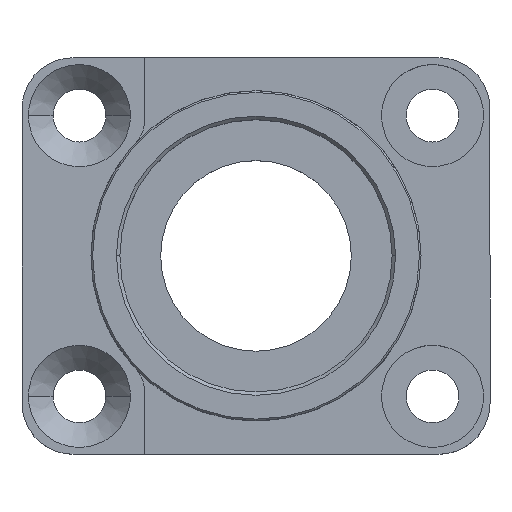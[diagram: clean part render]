
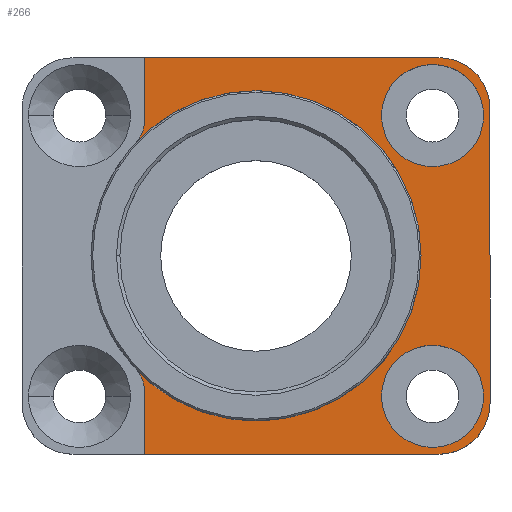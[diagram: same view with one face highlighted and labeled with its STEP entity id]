
A CAD part, top view. The second image highlights one B-rep face of the part: STEP entity #266.
In plain terms, the highlighted planar face has unit normal (0, 0, 1).
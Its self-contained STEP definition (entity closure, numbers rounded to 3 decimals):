
#10 = VERTEX_POINT ( 'NONE', #1425 ) ;
#51 = VECTOR ( 'NONE', #340, 1000. ) ;
#61 = EDGE_LOOP ( 'NONE', ( #1311, #1594 ) ) ;
#73 = DIRECTION ( 'NONE',  ( -1., 0., 0. ) ) ;
#108 = EDGE_CURVE ( 'NONE', #1022, #886, #1094, .T. ) ;
#124 = AXIS2_PLACEMENT_3D ( 'NONE', #349, #1478, #492 ) ;
#125 = CARTESIAN_POINT ( 'NONE',  ( -7.088, -6.621, 4. ) ) ;
#132 = VECTOR ( 'NONE', #912, 1000. ) ;
#140 = CARTESIAN_POINT ( 'NONE',  ( 10.75, 11.65, 4. ) ) ;
#171 = AXIS2_PLACEMENT_3D ( 'NONE', #1377, #1360, #721 ) ;
#179 = ORIENTED_EDGE ( 'NONE', *, *, #295, .T. ) ;
#214 = CARTESIAN_POINT ( 'NONE',  ( 13.375, 8.25, 4. ) ) ;
#233 = CARTESIAN_POINT ( 'NONE',  ( 10.75, 11.65, 4. ) ) ;
#238 = CARTESIAN_POINT ( 'NONE',  ( 0., 0., 4. ) ) ;
#251 = ORIENTED_EDGE ( 'NONE', *, *, #1418, .T. ) ;
#255 = VERTEX_POINT ( 'NONE', #1057 ) ;
#265 = CARTESIAN_POINT ( 'NONE',  ( 10.75, 8.65, 4. ) ) ;
#266 = ADVANCED_FACE ( 'NONE', ( #359, #462, #876 ), #455, .T. ) ;
#272 = VECTOR ( 'NONE', #353, 1000. ) ;
#277 = DIRECTION ( 'NONE',  ( 0., 0., -1. ) ) ;
#287 = ORIENTED_EDGE ( 'NONE', *, *, #1432, .T. ) ;
#295 = EDGE_CURVE ( 'NONE', #905, #1293, #384, .T. ) ;
#304 = LINE ( 'NONE', #233, #272 ) ;
#306 = EDGE_CURVE ( 'NONE', #1293, #905, #655, .T. ) ;
#340 = DIRECTION ( 'NONE',  ( 0., -1., 0. ) ) ;
#349 = CARTESIAN_POINT ( 'NONE',  ( 10.375, 8.25, 4. ) ) ;
#353 = DIRECTION ( 'NONE',  ( -1., 0., 0. ) ) ;
#356 = EDGE_CURVE ( 'NONE', #441, #10, #304, .T. ) ;
#359 = FACE_OUTER_BOUND ( 'NONE', #738, .T. ) ;
#384 = CIRCLE ( 'NONE', #124, 3. ) ;
#403 = ORIENTED_EDGE ( 'NONE', *, *, #306, .T. ) ;
#411 = CIRCLE ( 'NONE', #1018, 2. ) ;
#415 = CARTESIAN_POINT ( 'NONE',  ( 10.375, -8.25, 4. ) ) ;
#422 = VERTEX_POINT ( 'NONE', #125 ) ;
#441 = VERTEX_POINT ( 'NONE', #140 ) ;
#446 = AXIS2_PLACEMENT_3D ( 'NONE', #238, #1596, #1346 ) ;
#455 = PLANE ( 'NONE',  #548 ) ;
#462 = FACE_BOUND ( 'NONE', #1556, .T. ) ;
#468 = ORIENTED_EDGE ( 'NONE', *, *, #571, .T. ) ;
#469 = CIRCLE ( 'NONE', #446, 9.7 ) ;
#471 = DIRECTION ( 'NONE',  ( 0., 0., -1. ) ) ;
#473 = ORIENTED_EDGE ( 'NONE', *, *, #1298, .T. ) ;
#475 = EDGE_CURVE ( 'NONE', #847, #441, #603, .T. ) ;
#492 = DIRECTION ( 'NONE',  ( 1., 0., 0. ) ) ;
#509 = ORIENTED_EDGE ( 'NONE', *, *, #108, .T. ) ;
#519 = AXIS2_PLACEMENT_3D ( 'NONE', #415, #277, #1531 ) ;
#531 = AXIS2_PLACEMENT_3D ( 'NONE', #962, #471, #594 ) ;
#537 = CARTESIAN_POINT ( 'NONE',  ( 13.75, 8.65, 4. ) ) ;
#548 = AXIS2_PLACEMENT_3D ( 'NONE', #573, #583, #1076 ) ;
#571 = EDGE_CURVE ( 'NONE', #1569, #1022, #1309, .T. ) ;
#573 = CARTESIAN_POINT ( 'NONE',  ( 0., 0., 4. ) ) ;
#583 = DIRECTION ( 'NONE',  ( 0., 0., 1. ) ) ;
#594 = DIRECTION ( 'NONE',  ( 1., 0., 0. ) ) ;
#603 = CIRCLE ( 'NONE', #1002, 3. ) ;
#616 = ORIENTED_EDGE ( 'NONE', *, *, #1544, .T. ) ;
#632 = AXIS2_PLACEMENT_3D ( 'NONE', #973, #1369, #1633 ) ;
#645 = ORIENTED_EDGE ( 'NONE', *, *, #475, .T. ) ;
#655 = CIRCLE ( 'NONE', #632, 3. ) ;
#666 = CARTESIAN_POINT ( 'NONE',  ( 13.75, -8.65, 4. ) ) ;
#680 = ORIENTED_EDGE ( 'NONE', *, *, #1497, .T. ) ;
#711 = CARTESIAN_POINT ( 'NONE',  ( -6.55, -11.65, 4. ) ) ;
#716 = DIRECTION ( 'NONE',  ( 0., 1., 0. ) ) ;
#721 = DIRECTION ( 'NONE',  ( 0., -1., 0. ) ) ;
#738 = EDGE_LOOP ( 'NONE', ( #287, #783, #468, #509, #616, #645, #1061, #680, #1301, #251, #473 ) ) ;
#741 = DIRECTION ( 'NONE',  ( 0., 0., 1. ) ) ;
#771 = EDGE_CURVE ( 'NONE', #957, #255, #1239, .T. ) ;
#783 = ORIENTED_EDGE ( 'NONE', *, *, #942, .T. ) ;
#828 = DIRECTION ( 'NONE',  ( 1., 0., 0. ) ) ;
#833 = CARTESIAN_POINT ( 'NONE',  ( -8.55, -7.987, 4. ) ) ;
#847 = VERTEX_POINT ( 'NONE', #537 ) ;
#876 = FACE_BOUND ( 'NONE', #61, .T. ) ;
#886 = VERTEX_POINT ( 'NONE', #666 ) ;
#891 = CARTESIAN_POINT ( 'NONE',  ( 0., 0., 4. ) ) ;
#905 = VERTEX_POINT ( 'NONE', #1167 ) ;
#912 = DIRECTION ( 'NONE',  ( 0., -1., 0. ) ) ;
#913 = AXIS2_PLACEMENT_3D ( 'NONE', #891, #1027, #73 ) ;
#929 = DIRECTION ( 'NONE',  ( 0., 0., -1. ) ) ;
#931 = DIRECTION ( 'NONE',  ( 1., 0., 0. ) ) ;
#934 = DIRECTION ( 'NONE',  ( 0.731, -0.683, 0. ) ) ;
#942 = EDGE_CURVE ( 'NONE', #1498, #1569, #1488, .T. ) ;
#957 = VERTEX_POINT ( 'NONE', #1316 ) ;
#962 = CARTESIAN_POINT ( 'NONE',  ( 10.375, -8.25, 4. ) ) ;
#973 = CARTESIAN_POINT ( 'NONE',  ( 10.375, 8.25, 4. ) ) ;
#1000 = EDGE_CURVE ( 'NONE', #1162, #1506, #411, .T. ) ;
#1002 = AXIS2_PLACEMENT_3D ( 'NONE', #265, #741, #1273 ) ;
#1011 = VECTOR ( 'NONE', #931, 1000. ) ;
#1018 = AXIS2_PLACEMENT_3D ( 'NONE', #1184, #929, #934 ) ;
#1022 = VERTEX_POINT ( 'NONE', #1449 ) ;
#1027 = DIRECTION ( 'NONE',  ( 0., 0., -1. ) ) ;
#1057 = CARTESIAN_POINT ( 'NONE',  ( 7.375, -8.25, 4. ) ) ;
#1061 = ORIENTED_EDGE ( 'NONE', *, *, #356, .T. ) ;
#1076 = DIRECTION ( 'NONE',  ( 1., 0., 0. ) ) ;
#1094 = CIRCLE ( 'NONE', #171, 3. ) ;
#1102 = DIRECTION ( 'NONE',  ( 0., 0., -1. ) ) ;
#1162 = VERTEX_POINT ( 'NONE', #1568 ) ;
#1167 = CARTESIAN_POINT ( 'NONE',  ( 7.375, 8.25, 4. ) ) ;
#1184 = CARTESIAN_POINT ( 'NONE',  ( -8.55, 7.987, 4. ) ) ;
#1200 = LINE ( 'NONE', #1484, #51 ) ;
#1210 = VERTEX_POINT ( 'NONE', #1218 ) ;
#1218 = CARTESIAN_POINT ( 'NONE',  ( 9.7, 0., 4. ) ) ;
#1222 = CARTESIAN_POINT ( 'NONE',  ( -6.55, -7.987, 4. ) ) ;
#1239 = CIRCLE ( 'NONE', #519, 3. ) ;
#1273 = DIRECTION ( 'NONE',  ( 1., 0., 0. ) ) ;
#1293 = VERTEX_POINT ( 'NONE', #214 ) ;
#1295 = CIRCLE ( 'NONE', #1635, 2. ) ;
#1298 = EDGE_CURVE ( 'NONE', #1210, #422, #1588, .T. ) ;
#1301 = ORIENTED_EDGE ( 'NONE', *, *, #1000, .T. ) ;
#1309 = LINE ( 'NONE', #711, #1011 ) ;
#1311 = ORIENTED_EDGE ( 'NONE', *, *, #771, .T. ) ;
#1313 = CIRCLE ( 'NONE', #531, 3. ) ;
#1316 = CARTESIAN_POINT ( 'NONE',  ( 13.375, -8.25, 4. ) ) ;
#1346 = DIRECTION ( 'NONE',  ( -1., 0., 0. ) ) ;
#1350 = VECTOR ( 'NONE', #716, 1000. ) ;
#1360 = DIRECTION ( 'NONE',  ( 0., 0., 1. ) ) ;
#1369 = DIRECTION ( 'NONE',  ( 0., 0., -1. ) ) ;
#1377 = CARTESIAN_POINT ( 'NONE',  ( 10.75, -8.65, 4. ) ) ;
#1418 = EDGE_CURVE ( 'NONE', #1506, #1210, #469, .T. ) ;
#1425 = CARTESIAN_POINT ( 'NONE',  ( -6.55, 11.65, 4. ) ) ;
#1432 = EDGE_CURVE ( 'NONE', #422, #1498, #1295, .T. ) ;
#1449 = CARTESIAN_POINT ( 'NONE',  ( 10.75, -11.65, 4. ) ) ;
#1478 = DIRECTION ( 'NONE',  ( 0., 0., -1. ) ) ;
#1479 = CARTESIAN_POINT ( 'NONE',  ( 13.75, -8.65, 4. ) ) ;
#1484 = CARTESIAN_POINT ( 'NONE',  ( -6.55, 11.65, 4. ) ) ;
#1488 = LINE ( 'NONE', #1562, #132 ) ;
#1497 = EDGE_CURVE ( 'NONE', #10, #1162, #1200, .T. ) ;
#1498 = VERTEX_POINT ( 'NONE', #1222 ) ;
#1506 = VERTEX_POINT ( 'NONE', #1593 ) ;
#1516 = EDGE_CURVE ( 'NONE', #255, #957, #1313, .T. ) ;
#1531 = DIRECTION ( 'NONE',  ( 1., 0., 0. ) ) ;
#1544 = EDGE_CURVE ( 'NONE', #886, #847, #1608, .T. ) ;
#1556 = EDGE_LOOP ( 'NONE', ( #403, #179 ) ) ;
#1562 = CARTESIAN_POINT ( 'NONE',  ( -6.55, -7.987, 4. ) ) ;
#1568 = CARTESIAN_POINT ( 'NONE',  ( -6.55, 7.987, 4. ) ) ;
#1569 = VERTEX_POINT ( 'NONE', #1607 ) ;
#1588 = CIRCLE ( 'NONE', #913, 9.7 ) ;
#1593 = CARTESIAN_POINT ( 'NONE',  ( -7.088, 6.621, 4. ) ) ;
#1594 = ORIENTED_EDGE ( 'NONE', *, *, #1516, .T. ) ;
#1596 = DIRECTION ( 'NONE',  ( 0., 0., -1. ) ) ;
#1607 = CARTESIAN_POINT ( 'NONE',  ( -6.55, -11.65, 4. ) ) ;
#1608 = LINE ( 'NONE', #1479, #1350 ) ;
#1633 = DIRECTION ( 'NONE',  ( 1., 0., 0. ) ) ;
#1635 = AXIS2_PLACEMENT_3D ( 'NONE', #833, #1102, #828 ) ;
